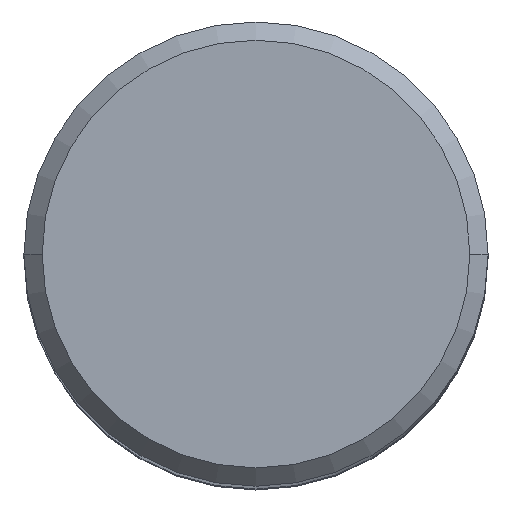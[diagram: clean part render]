
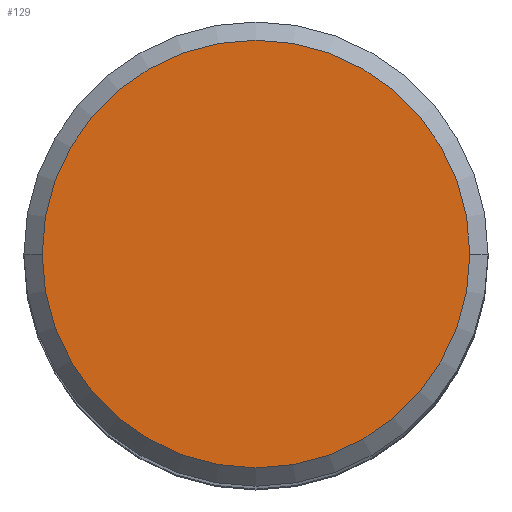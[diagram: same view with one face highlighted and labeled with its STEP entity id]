
A CAD part, top view. The second image highlights one B-rep face of the part: STEP entity #129.
In plain terms, the highlighted planar face has unit normal (0, 0, 1).
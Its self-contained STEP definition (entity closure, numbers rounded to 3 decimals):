
#32=PLANE('',#1088);
#129=ADVANCED_FACE('',(#206),#32,.F.);
#206=FACE_OUTER_BOUND('',#264,.T.);
#264=EDGE_LOOP('',(#476,#477,#478,#479));
#476=ORIENTED_EDGE('',*,*,#704,.F.);
#477=ORIENTED_EDGE('',*,*,#705,.F.);
#478=ORIENTED_EDGE('',*,*,#703,.F.);
#479=ORIENTED_EDGE('',*,*,#702,.F.);
#584=VERTEX_POINT('',#2485);
#585=VERTEX_POINT('',#2487);
#586=VERTEX_POINT('',#2489);
#587=VERTEX_POINT('',#2493);
#702=EDGE_CURVE('',#585,#586,#834,.T.);
#703=EDGE_CURVE('',#586,#584,#835,.T.);
#704=EDGE_CURVE('',#587,#585,#836,.T.);
#705=EDGE_CURVE('',#584,#587,#837,.T.);
#834=CIRCLE('',#1083,11.7);
#835=CIRCLE('',#1084,11.7);
#836=CIRCLE('',#1086,11.7);
#837=CIRCLE('',#1087,11.7);
#1083=AXIS2_PLACEMENT_3D('',#2488,#1297,#1298);
#1084=AXIS2_PLACEMENT_3D('',#2490,#1299,#1300);
#1086=AXIS2_PLACEMENT_3D('',#2492,#1303,#1304);
#1087=AXIS2_PLACEMENT_3D('',#2494,#1305,#1306);
#1088=AXIS2_PLACEMENT_3D('',#2495,#1307,#1308);
#1297=DIRECTION('',(0.,0.,-1.));
#1298=DIRECTION('',(1.,0.,0.));
#1299=DIRECTION('',(0.,0.,-1.));
#1300=DIRECTION('',(0.,-1.,0.));
#1303=DIRECTION('',(0.,0.,-1.));
#1304=DIRECTION('',(0.,1.,0.));
#1305=DIRECTION('',(0.,0.,-1.));
#1306=DIRECTION('',(-1.,0.,0.));
#1307=DIRECTION('',(0.,0.,-1.));
#1308=DIRECTION('',(1.,0.,0.));
#2485=CARTESIAN_POINT('',(-11.7,0.,43.656));
#2487=CARTESIAN_POINT('',(11.7,0.,43.656));
#2488=CARTESIAN_POINT('',(0.,0.,43.656));
#2489=CARTESIAN_POINT('',(0.,-11.7,43.656));
#2490=CARTESIAN_POINT('',(0.,0.,43.656));
#2492=CARTESIAN_POINT('',(0.,0.,43.656));
#2493=CARTESIAN_POINT('',(0.,11.7,43.656));
#2494=CARTESIAN_POINT('',(0.,0.,43.656));
#2495=CARTESIAN_POINT('',(0.,0.,43.656));
